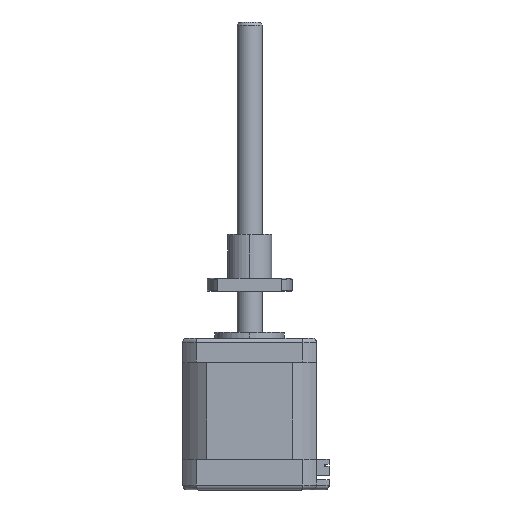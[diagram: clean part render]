
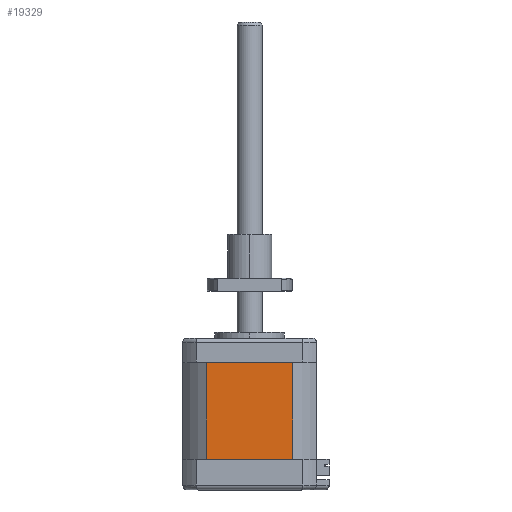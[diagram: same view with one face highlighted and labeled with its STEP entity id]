
A CAD part, top view. The second image highlights one B-rep face of the part: STEP entity #19329.
In plain terms, the highlighted planar face has unit normal (0, 0, 1).
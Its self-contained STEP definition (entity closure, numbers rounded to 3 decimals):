
#2724 = ORIENTED_EDGE ( 'NONE', *, *, #28281, .F. ) ;
#3247 = DIRECTION ( 'NONE',  ( 0., 1., 0. ) ) ;
#5431 = CARTESIAN_POINT ( 'NONE',  ( -18.303, 14.443, 37.738 ) ) ;
#6026 = DIRECTION ( 'NONE',  ( -1., 0., 0. ) ) ;
#6392 = LINE ( 'NONE', #22390, #33808 ) ;
#6720 = PLANE ( 'NONE',  #28519 ) ;
#6832 = LINE ( 'NONE', #24159, #12569 ) ;
#7452 = LINE ( 'NONE', #14234, #18912 ) ;
#7995 = VERTEX_POINT ( 'NONE', #14905 ) ;
#8407 = CARTESIAN_POINT ( 'NONE',  ( 8.885, -16.057, 37.738 ) ) ;
#9261 = FACE_OUTER_BOUND ( 'NONE', #27772, .T. ) ;
#10292 = VERTEX_POINT ( 'NONE', #5431 ) ;
#12495 = ORIENTED_EDGE ( 'NONE', *, *, #25726, .T. ) ;
#12569 = VECTOR ( 'NONE', #32860, 1000. ) ;
#13110 = CARTESIAN_POINT ( 'NONE',  ( 8.885, -16.057, 37.738 ) ) ;
#14234 = CARTESIAN_POINT ( 'NONE',  ( 8.885, -16.057, 37.738 ) ) ;
#14905 = CARTESIAN_POINT ( 'NONE',  ( -18.303, -16.057, 37.738 ) ) ;
#18404 = DIRECTION ( 'NONE',  ( 0., 0., -1. ) ) ;
#18912 = VECTOR ( 'NONE', #3247, 1000. ) ;
#19329 = ADVANCED_FACE ( 'NONE', ( #9261 ), #6720, .F. ) ;
#22153 = DIRECTION ( 'NONE',  ( 0., 1., 0. ) ) ;
#22390 = CARTESIAN_POINT ( 'NONE',  ( -18.303, -16.057, 37.738 ) ) ;
#22404 = ORIENTED_EDGE ( 'NONE', *, *, #23057, .T. ) ;
#22607 = ORIENTED_EDGE ( 'NONE', *, *, #35071, .F. ) ;
#23057 = EDGE_CURVE ( 'NONE', #33556, #10292, #6832, .T. ) ;
#24090 = CARTESIAN_POINT ( 'NONE',  ( 8.885, 14.443, 37.738 ) ) ;
#24159 = CARTESIAN_POINT ( 'NONE',  ( 8.885, 14.443, 37.738 ) ) ;
#25726 = EDGE_CURVE ( 'NONE', #29048, #33556, #7452, .T. ) ;
#26130 = LINE ( 'NONE', #8407, #28822 ) ;
#26257 = CARTESIAN_POINT ( 'NONE',  ( 8.885, -16.057, 37.738 ) ) ;
#27772 = EDGE_LOOP ( 'NONE', ( #22404, #22607, #2724, #12495 ) ) ;
#28281 = EDGE_CURVE ( 'NONE', #29048, #7995, #26130, .T. ) ;
#28519 = AXIS2_PLACEMENT_3D ( 'NONE', #13110, #18404, #29811 ) ;
#28822 = VECTOR ( 'NONE', #6026, 1000. ) ;
#29048 = VERTEX_POINT ( 'NONE', #26257 ) ;
#29811 = DIRECTION ( 'NONE',  ( 1., 0., 0. ) ) ;
#32860 = DIRECTION ( 'NONE',  ( -1., 0., 0. ) ) ;
#33556 = VERTEX_POINT ( 'NONE', #24090 ) ;
#33808 = VECTOR ( 'NONE', #22153, 1000. ) ;
#35071 = EDGE_CURVE ( 'NONE', #7995, #10292, #6392, .T. ) ;
